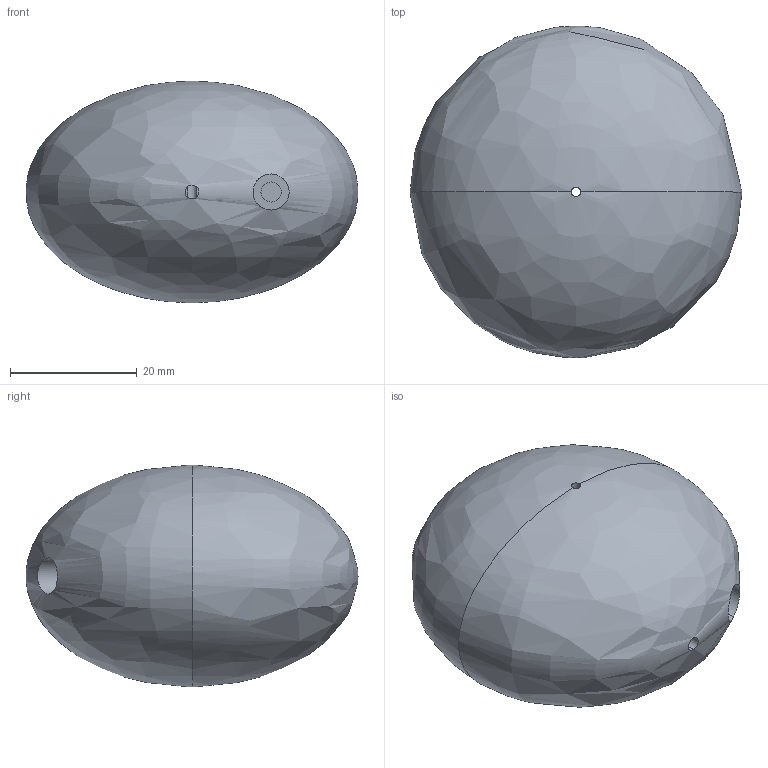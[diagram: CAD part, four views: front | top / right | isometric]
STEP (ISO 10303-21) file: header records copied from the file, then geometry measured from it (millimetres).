
FILE_DESCRIPTION (( 'STEP AP203' ), '1' );
FILE_NAME ('Tail-(0.5-0.75)_2_pieces.STEP', '2025-01-23T23:28:42', ( '' ), ( '' ), 'SwSTEP 2.0', 'SolidWorks 2024', '' );
FILE_SCHEMA (( 'CONFIG_CONTROL_DESIGN' ));
Length unit declared in the file: millimetre
Products named in the file (1): Tail-(0.5-0.75)_2_pieces
Bounding box: 52.47 x 52.47 x 34.99 mm (x, y, z)
Volume: 49482.8 mm3; surface area: 8001.3 mm2
Topology: 1 solids, 1 shells, 35 faces, 78 edges, 48 vertices
Faces by surface type: cylinder 21, plane 10, bspline 2, cone 2
Entity records: 1251 total; most frequent: CARTESIAN_POINT 400, DIRECTION 164, ORIENTED_EDGE 156, EDGE_CURVE 78, AXIS2_PLACEMENT_3D 68, VERTEX_POINT 48, EDGE_LOOP 42, ADVANCED_FACE 35
